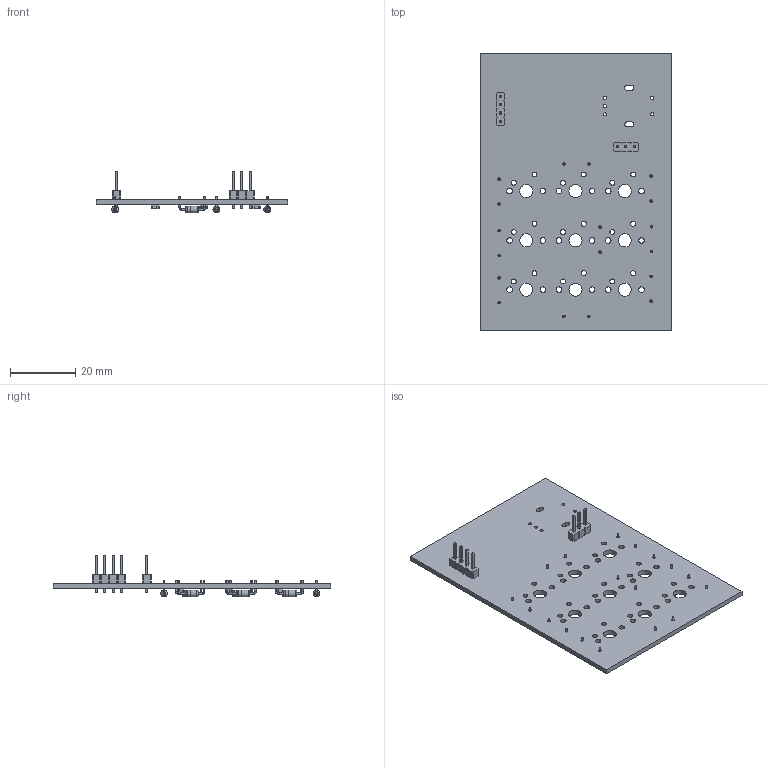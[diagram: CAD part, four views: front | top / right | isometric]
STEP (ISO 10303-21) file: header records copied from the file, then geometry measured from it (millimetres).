
FILE_DESCRIPTION(('KiCad electronic assembly'),'2;1');
FILE_NAME('mycoolpad.step','2026-01-27T21:53:53',('Pcbnew'),('Kicad'), 'Open CASCADE STEP processor 7.9','KiCad to STEP converter','Unknown' );
FILE_SCHEMA(('AUTOMOTIVE_DESIGN { 1 0 10303 214 1 1 1 1 }'));
Length unit declared in the file: millimetre
Products named in the file (6): mycoolpad 1; PinHeader_1x04_P2.54mm_Vertical; PinHeader_1x03_P2.54mm_Vertical; C_0805_2012Metric; D_DO-35_SOD27_P7.62mm_Horizontal; mycoolpad_PCB
Assembly tree (21 placements, depth 2):
  mycoolpad 1
    PinHeader_1x04_P2.54mm_Vertical
    PinHeader_1x03_P2.54mm_Vertical
    C_0805_2012Metric  x9
    D_DO-35_SOD27_P7.62mm_Horizontal  x9
    mycoolpad_PCB
Bounding box: 58.64 x 85.01 x 12.73 mm (x, y, z)
Volume: 7508.5 mm3; surface area: 11535 mm2
Topology: 30 solids, 30 shells, 661 faces, 1543 edges, 992 vertices
Faces by surface type: plane 384, cylinder 241, torus 36
Full cylindrical faces by diameter (mm): 0.5 x27, 0.8 x18, 1 x12, 1.5 x18, 1.7 x18, 2 x18, 2.02 x9, 4 x9
Entity records: 11238 total; most frequent: DIRECTION 1637, CARTESIAN_POINT 1602, ORIENTED_EDGE 1550, EDGE_CURVE 775, LINE 575, VECTOR 575, AXIS2_PLACEMENT_3D 531, VERTEX_POINT 496
